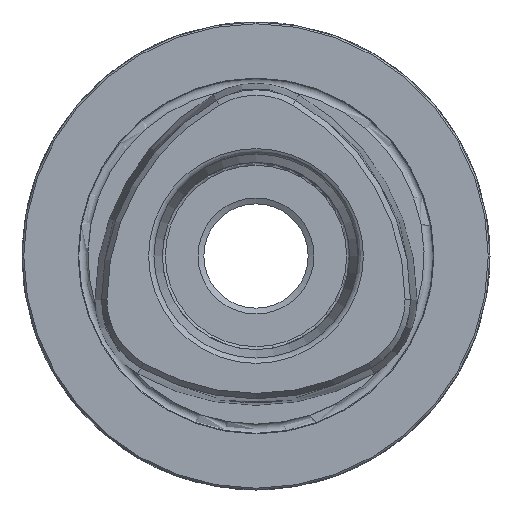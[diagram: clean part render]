
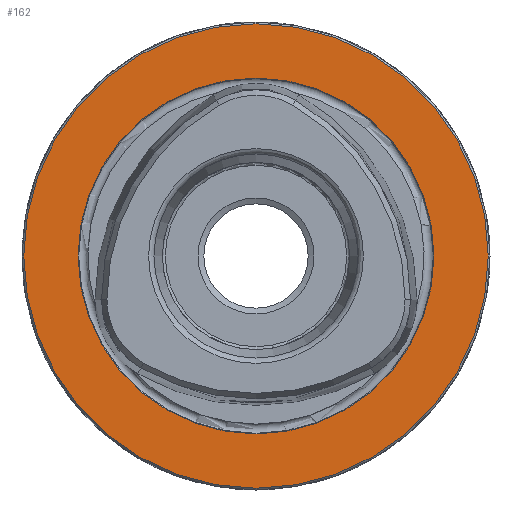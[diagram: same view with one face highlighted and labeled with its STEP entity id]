
A CAD part, left-side view. The second image highlights one B-rep face of the part: STEP entity #162.
In plain terms, the highlighted planar face has unit normal (-1, 0, 0).
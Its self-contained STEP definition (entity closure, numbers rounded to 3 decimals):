
#162 = ADVANCED_FACE( '', ( #415, #416 ), #417, .T. );
#415 = FACE_OUTER_BOUND( '', #790, .T. );
#416 = FACE_BOUND( '', #791, .T. );
#417 = PLANE( '', #792 );
#790 = EDGE_LOOP( '', ( #1224 ) );
#791 = EDGE_LOOP( '', ( #1225 ) );
#792 = AXIS2_PLACEMENT_3D( '', #1226, #1227, #1228 );
#1224 = ORIENTED_EDGE( '', *, *, #2010, .T. );
#1225 = ORIENTED_EDGE( '', *, *, #2011, .F. );
#1226 = CARTESIAN_POINT( '', ( 0., 0., 30.25 ) );
#1227 = DIRECTION( '', ( -1., 0., 0. ) );
#1228 = DIRECTION( '', ( 0., 0., 1. ) );
#2010 = EDGE_CURVE( '', #2376, #2376, #2377, .T. );
#2011 = EDGE_CURVE( '', #2378, #2378, #2379, .T. );
#2376 = VERTEX_POINT( '', #3014 );
#2377 = CIRCLE( '', #3015, 39.7 );
#2378 = VERTEX_POINT( '', #3016 );
#2379 = CIRCLE( '', #3017, 30.414 );
#3014 = CARTESIAN_POINT( '', ( 0., 0., 39.7 ) );
#3015 = AXIS2_PLACEMENT_3D( '', #4348, #4349, #4350 );
#3016 = CARTESIAN_POINT( '', ( 0., 0., 30.414 ) );
#3017 = AXIS2_PLACEMENT_3D( '', #4351, #4352, #4353 );
#4348 = CARTESIAN_POINT( '', ( 0., 0., 0. ) );
#4349 = DIRECTION( '', ( -1., 0., 0. ) );
#4350 = DIRECTION( '', ( 0., 0., 1. ) );
#4351 = CARTESIAN_POINT( '', ( 0., 0., 0. ) );
#4352 = DIRECTION( '', ( -1., 0., 0. ) );
#4353 = DIRECTION( '', ( 0., 0., 1. ) );
